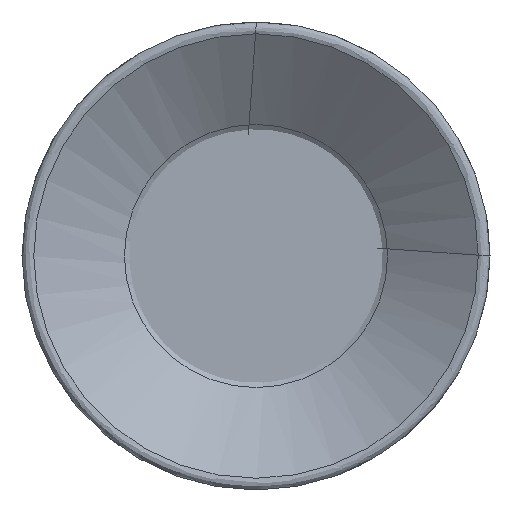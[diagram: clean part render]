
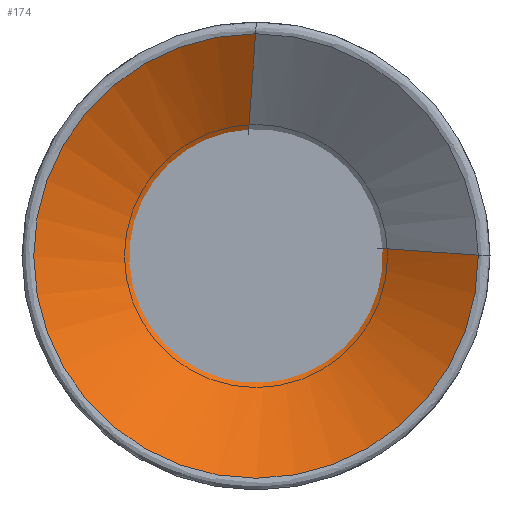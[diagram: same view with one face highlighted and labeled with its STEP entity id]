
A CAD part, left-side view. The second image highlights one B-rep face of the part: STEP entity #174.
In plain terms, the highlighted free-form (B-spline) face has degree [1, 3] with [2, 7] control points.
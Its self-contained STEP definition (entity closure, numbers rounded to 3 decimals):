
#41=(
BOUNDED_SURFACE()
B_SPLINE_SURFACE(1,3,((#900,#901,#902,#903,#904,#905,#906),(#907,#908,#909,
#910,#911,#912,#913)),.UNSPECIFIED.,.F.,.F.,.F.)
B_SPLINE_SURFACE_WITH_KNOTS((2,2),(4,3,4),(0.,1.),(0.,0.5,1.),
 .UNSPECIFIED.)
GEOMETRIC_REPRESENTATION_ITEM()
RATIONAL_B_SPLINE_SURFACE(((1.,0.588,0.588,1.,0.588,
0.588,1.),(1.,0.588,0.588,1.,0.588,
0.588,1.)))
REPRESENTATION_ITEM('')
SURFACE()
);
#56=LINE('',#898,#64);
#57=LINE('',#899,#65);
#64=VECTOR('',#685,1.);
#65=VECTOR('',#686,1.);
#174=ADVANCED_FACE('',(#195),#41,.F.);
#195=FACE_OUTER_BOUND('',#253,.T.);
#253=EDGE_LOOP('',(#326,#327,#328,#329));
#326=ORIENTED_EDGE('',*,*,#443,.F.);
#327=ORIENTED_EDGE('',*,*,#444,.T.);
#328=ORIENTED_EDGE('',*,*,#440,.T.);
#329=ORIENTED_EDGE('',*,*,#445,.T.);
#399=VERTEX_POINT('',#863);
#400=VERTEX_POINT('',#864);
#401=VERTEX_POINT('',#896);
#402=VERTEX_POINT('',#897);
#440=EDGE_CURVE('',#399,#400,#489,.T.);
#443=EDGE_CURVE('',#401,#402,#490,.T.);
#444=EDGE_CURVE('',#401,#399,#56,.T.);
#445=EDGE_CURVE('',#400,#402,#57,.T.);
#489=CIRCLE('',#553,6.337);
#490=CIRCLE('',#556,11.873);
#553=AXIS2_PLACEMENT_3D('',#862,#677,#678);
#556=AXIS2_PLACEMENT_3D('',#895,#683,#684);
#677=DIRECTION('',(1.,0.,0.));
#678=DIRECTION('',(0.,-0.998,0.068));
#683=DIRECTION('',(1.,0.,0.));
#684=DIRECTION('',(0.,-1.,0.004));
#685=DIRECTION('',(0.571,0.819,0.057));
#686=DIRECTION('',(-0.571,-0.059,0.819));
#862=CARTESIAN_POINT('',(4.306,0.,0.));
#863=CARTESIAN_POINT('',(4.306,-6.322,0.432));
#864=CARTESIAN_POINT('',(4.306,0.421,6.323));
#895=CARTESIAN_POINT('',(0.439,0.,0.));
#896=CARTESIAN_POINT('',(0.439,-11.873,0.044));
#897=CARTESIAN_POINT('',(0.439,0.023,11.873));
#898=CARTESIAN_POINT('',(4.306,-6.322,0.432));
#899=CARTESIAN_POINT('',(4.306,0.421,6.323));
#900=CARTESIAN_POINT('',(4.306,-6.322,0.432));
#901=CARTESIAN_POINT('',(4.306,-6.775,-6.189));
#902=CARTESIAN_POINT('',(4.306,-0.829,-9.139));
#903=CARTESIAN_POINT('',(4.306,4.169,-4.772));
#904=CARTESIAN_POINT('',(4.306,9.167,-0.406));
#905=CARTESIAN_POINT('',(4.306,7.043,5.882));
#906=CARTESIAN_POINT('',(4.306,0.421,6.323));
#907=CARTESIAN_POINT('',(0.439,-11.873,0.044));
#908=CARTESIAN_POINT('',(0.439,-11.919,-12.391));
#909=CARTESIAN_POINT('',(0.439,-0.446,-17.188));
#910=CARTESIAN_POINT('',(0.439,8.372,-8.42));
#911=CARTESIAN_POINT('',(0.439,17.19,0.349));
#912=CARTESIAN_POINT('',(0.439,12.459,11.849));
#913=CARTESIAN_POINT('',(0.439,0.023,11.873));
